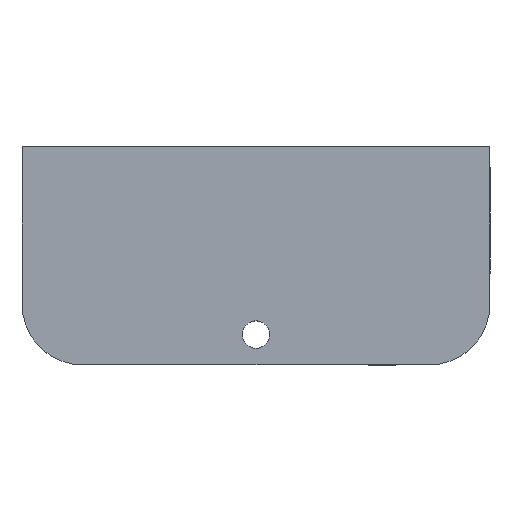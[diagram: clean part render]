
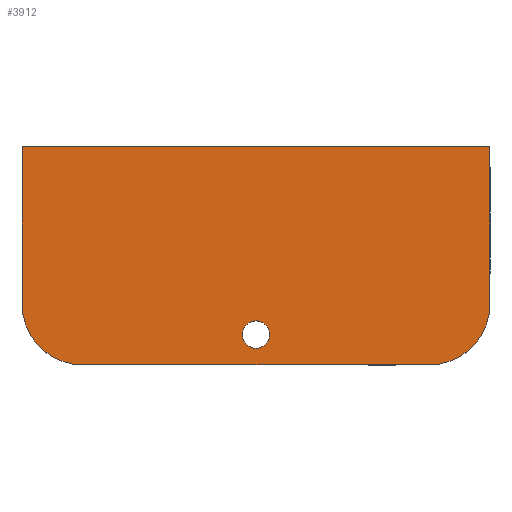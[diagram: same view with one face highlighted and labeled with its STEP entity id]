
A CAD part, top view. The second image highlights one B-rep face of the part: STEP entity #3912.
In plain terms, the highlighted planar face has unit normal (0, 0, 1).
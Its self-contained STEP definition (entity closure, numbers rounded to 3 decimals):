
#16 = VERTEX_POINT ( 'NONE', #1327 ) ;
#171 = EDGE_LOOP ( 'NONE', ( #4518, #736 ) ) ;
#235 = VERTEX_POINT ( 'NONE', #3151 ) ;
#279 = AXIS2_PLACEMENT_3D ( 'NONE', #1006, #953, #2384 ) ;
#281 = CARTESIAN_POINT ( 'NONE',  ( 0., -17.939, 3.175 ) ) ;
#352 = DIRECTION ( 'NONE',  ( -1., 0., 0. ) ) ;
#357 = LINE ( 'NONE', #1368, #5785 ) ;
#433 = VECTOR ( 'NONE', #5411, 1000. ) ;
#550 = DIRECTION ( 'NONE',  ( 0., 0., 1. ) ) ;
#554 = AXIS2_PLACEMENT_3D ( 'NONE', #6285, #550, #2573 ) ;
#625 = ORIENTED_EDGE ( 'NONE', *, *, #5507, .F. ) ;
#736 = ORIENTED_EDGE ( 'NONE', *, *, #1174, .T. ) ;
#813 = LINE ( 'NONE', #281, #1431 ) ;
#861 = ORIENTED_EDGE ( 'NONE', *, *, #5245, .T. ) ;
#895 = FACE_OUTER_BOUND ( 'NONE', #2981, .T. ) ;
#909 = VERTEX_POINT ( 'NONE', #4113 ) ;
#953 = DIRECTION ( 'NONE',  ( 0., 0., 1. ) ) ;
#1006 = CARTESIAN_POINT ( 'NONE',  ( -28.5, -7.939, 3.175 ) ) ;
#1174 = EDGE_CURVE ( 'NONE', #235, #1203, #3825, .T. ) ;
#1203 = VERTEX_POINT ( 'NONE', #4174 ) ;
#1327 = CARTESIAN_POINT ( 'NONE',  ( 38.5, -7.939, 3.175 ) ) ;
#1368 = CARTESIAN_POINT ( 'NONE',  ( 0., 17.939, 3.175 ) ) ;
#1431 = VECTOR ( 'NONE', #1739, 1000. ) ;
#1621 = DIRECTION ( 'NONE',  ( -1., 0., 0. ) ) ;
#1739 = DIRECTION ( 'NONE',  ( 1., 0., 0. ) ) ;
#1788 = VERTEX_POINT ( 'NONE', #4010 ) ;
#1803 = CIRCLE ( 'NONE', #279, 10. ) ;
#2064 = VERTEX_POINT ( 'NONE', #2318 ) ;
#2130 = CARTESIAN_POINT ( 'NONE',  ( 0., -12.939, 3.175 ) ) ;
#2318 = CARTESIAN_POINT ( 'NONE',  ( -38.5, -7.939, 3.175 ) ) ;
#2330 = ORIENTED_EDGE ( 'NONE', *, *, #3395, .T. ) ;
#2384 = DIRECTION ( 'NONE',  ( 1., 0., 0. ) ) ;
#2569 = EDGE_CURVE ( 'NONE', #16, #4499, #4065, .T. ) ;
#2573 = DIRECTION ( 'NONE',  ( 1., 0., 0. ) ) ;
#2721 = VERTEX_POINT ( 'NONE', #5889 ) ;
#2767 = CIRCLE ( 'NONE', #5014, 2.25 ) ;
#2951 = ORIENTED_EDGE ( 'NONE', *, *, #5128, .F. ) ;
#2981 = EDGE_LOOP ( 'NONE', ( #3153, #2330, #5099, #2951, #625, #861 ) ) ;
#3062 = AXIS2_PLACEMENT_3D ( 'NONE', #4155, #6042, #6112 ) ;
#3111 = CARTESIAN_POINT ( 'NONE',  ( 0., -12.939, 3.175 ) ) ;
#3151 = CARTESIAN_POINT ( 'NONE',  ( 2.25, -12.939, 3.175 ) ) ;
#3153 = ORIENTED_EDGE ( 'NONE', *, *, #4377, .T. ) ;
#3306 = CIRCLE ( 'NONE', #554, 10. ) ;
#3395 = EDGE_CURVE ( 'NONE', #2721, #16, #3306, .T. ) ;
#3595 = PLANE ( 'NONE',  #3062 ) ;
#3825 = CIRCLE ( 'NONE', #4639, 2.25 ) ;
#3912 = ADVANCED_FACE ( 'NONE', ( #5071, #895 ), #3595, .T. ) ;
#4010 = CARTESIAN_POINT ( 'NONE',  ( -28.5, -17.939, 3.175 ) ) ;
#4034 = CARTESIAN_POINT ( 'NONE',  ( 38.5, 0., 3.175 ) ) ;
#4065 = LINE ( 'NONE', #4034, #6176 ) ;
#4074 = DIRECTION ( 'NONE',  ( 0., 0., -1. ) ) ;
#4078 = DIRECTION ( 'NONE',  ( 0., 0., -1. ) ) ;
#4113 = CARTESIAN_POINT ( 'NONE',  ( -38.5, 17.939, 3.175 ) ) ;
#4155 = CARTESIAN_POINT ( 'NONE',  ( 0., 0., 3.175 ) ) ;
#4174 = CARTESIAN_POINT ( 'NONE',  ( -2.25, -12.939, 3.175 ) ) ;
#4377 = EDGE_CURVE ( 'NONE', #1788, #2721, #813, .T. ) ;
#4499 = VERTEX_POINT ( 'NONE', #5249 ) ;
#4518 = ORIENTED_EDGE ( 'NONE', *, *, #6269, .T. ) ;
#4613 = DIRECTION ( 'NONE',  ( 0., 1., 0. ) ) ;
#4639 = AXIS2_PLACEMENT_3D ( 'NONE', #2130, #4074, #352 ) ;
#5014 = AXIS2_PLACEMENT_3D ( 'NONE', #3111, #4078, #1621 ) ;
#5071 = FACE_BOUND ( 'NONE', #171, .T. ) ;
#5099 = ORIENTED_EDGE ( 'NONE', *, *, #2569, .T. ) ;
#5128 = EDGE_CURVE ( 'NONE', #909, #4499, #357, .T. ) ;
#5245 = EDGE_CURVE ( 'NONE', #2064, #1788, #1803, .T. ) ;
#5249 = CARTESIAN_POINT ( 'NONE',  ( 38.5, 17.939, 3.175 ) ) ;
#5411 = DIRECTION ( 'NONE',  ( 0., 1., 0. ) ) ;
#5442 = CARTESIAN_POINT ( 'NONE',  ( -38.5, 0., 3.175 ) ) ;
#5507 = EDGE_CURVE ( 'NONE', #2064, #909, #5928, .T. ) ;
#5785 = VECTOR ( 'NONE', #5789, 1000. ) ;
#5789 = DIRECTION ( 'NONE',  ( 1., 0., 0. ) ) ;
#5889 = CARTESIAN_POINT ( 'NONE',  ( 28.5, -17.939, 3.175 ) ) ;
#5928 = LINE ( 'NONE', #5442, #433 ) ;
#6042 = DIRECTION ( 'NONE',  ( 0., 0., 1. ) ) ;
#6112 = DIRECTION ( 'NONE',  ( 1., 0., 0. ) ) ;
#6176 = VECTOR ( 'NONE', #4613, 1000. ) ;
#6269 = EDGE_CURVE ( 'NONE', #1203, #235, #2767, .T. ) ;
#6285 = CARTESIAN_POINT ( 'NONE',  ( 28.5, -7.939, 3.175 ) ) ;
